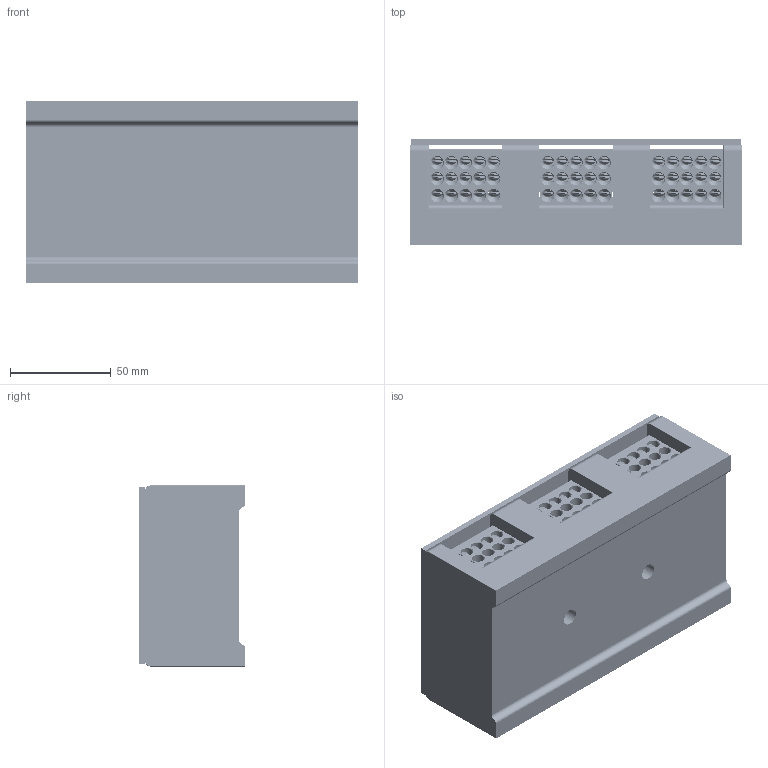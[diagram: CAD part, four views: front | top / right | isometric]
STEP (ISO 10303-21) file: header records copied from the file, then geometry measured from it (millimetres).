
FILE_DESCRIPTION((''),'2;1');
FILE_NAME('UDJ-3003_15_10','2024-07-04T',('dell'),(''),'PRO/ENGINEER BY PARAMETRIC TECHNOLOGY CORPORATION, 2013230','PRO/ENGINEER BY PARAMETRIC TECHNOLOGY CORPORATION, 2013230','');
FILE_SCHEMA(('AUTOMOTIVE_DESIGN { 1 0 10303 214 1 1 1 1 }'));
Products named in the file (1): UDJ-3003_15_10
Bounding box: 165 x 53 x 90 mm (x, y, z)
Volume: 542106.1 mm3; surface area: 151066.8 mm2
Topology: 4 solids, 24 shells, 4430 faces, 13806 edges, 8698 vertices
Faces by surface type: plane 1905, cylinder 1472, bspline 468, cone 462, sphere 92, torus 28, extrusion 3
Entity records: 246456 total; most frequent: CARTESIAN_POINT 133430, ORIENTED_EDGE 27176, DIRECTION 18996, EDGE_CURVE 13588, VERTEX_POINT 8698, VECTOR 6386, LINE 6383, AXIS2_PLACEMENT_3D 6305
